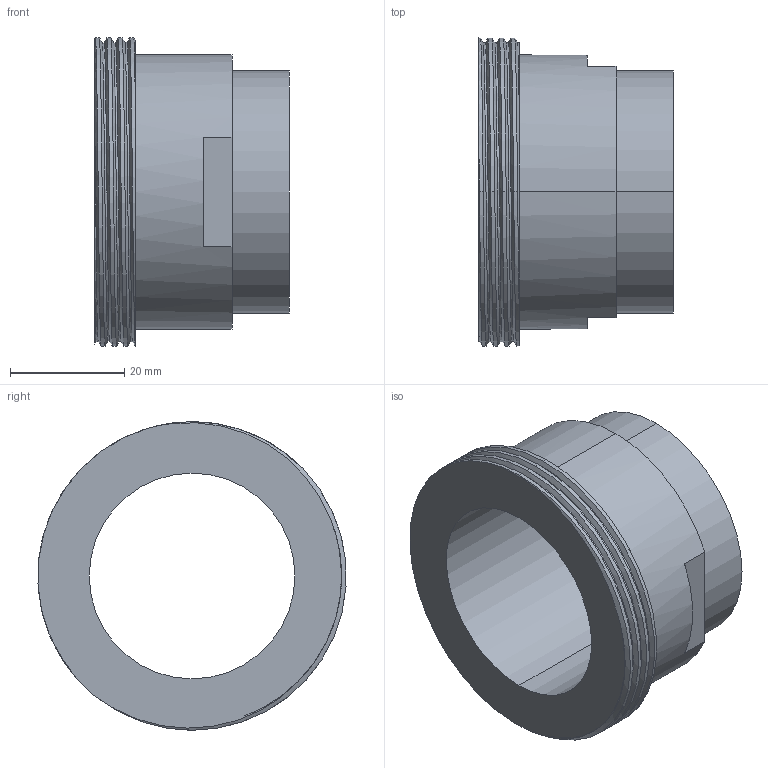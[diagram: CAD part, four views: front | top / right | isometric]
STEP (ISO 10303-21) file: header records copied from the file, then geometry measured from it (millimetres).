
FILE_DESCRIPTION (( 'STEP AP203' ), '1' );
FILE_NAME ('LR-131-SG 42.4-36_17106990.STEP', '2024-09-03T11:02:52', ( '' ), ( '' ), 'SwSTEP 2.0', 'SolidWorks 2024', '' );
FILE_SCHEMA (( 'CONFIG_CONTROL_DESIGN' ));
Length unit declared in the file: millimetre
Products named in the file (1): LR-131-SG 42.4-36_17106990
Bounding box: 34 x 53.9 x 54 mm (x, y, z)
Volume: 25685.1 mm3; surface area: 11894.9 mm2
Topology: 1 solids, 1 shells, 25 faces, 63 edges, 42 vertices
Faces by surface type: cylinder 14, plane 8, bspline 3
Entity records: 1816 total; most frequent: CARTESIAN_POINT 1189, ORIENTED_EDGE 126, DIRECTION 103, EDGE_CURVE 63, VERTEX_POINT 42, AXIS2_PLACEMENT_3D 41, EDGE_LOOP 29, FACE_OUTER_BOUND 25
